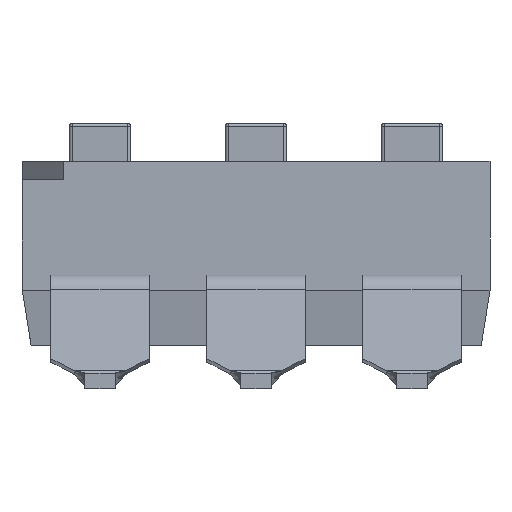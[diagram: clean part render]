
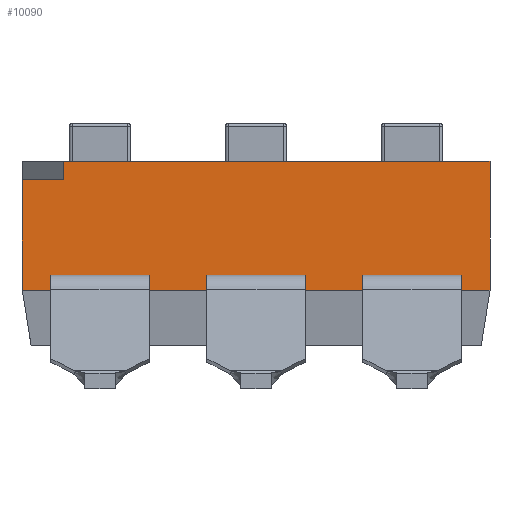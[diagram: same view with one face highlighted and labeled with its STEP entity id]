
A CAD part, front view. The second image highlights one B-rep face of the part: STEP entity #10090.
In plain terms, the highlighted planar face has unit normal (0, -1, 0).
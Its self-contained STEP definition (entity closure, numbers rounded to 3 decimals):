
#695=FACE_OUTER_BOUND('',#1270,.T.);
#1270=EDGE_LOOP('',(#8355,#8356,#8357,#8358,#8359,#8360,#8361));
#2147=LINE('',#16058,#3233);
#2148=LINE('',#16061,#3234);
#2149=LINE('',#16063,#3235);
#2150=LINE('',#16065,#3236);
#2151=LINE('',#16067,#3237);
#2152=LINE('',#16069,#3238);
#2153=LINE('',#16070,#3239);
#3233=VECTOR('',#13154,10.);
#3234=VECTOR('',#13157,10.);
#3235=VECTOR('',#13158,10.);
#3236=VECTOR('',#13159,10.);
#3237=VECTOR('',#13160,10.);
#3238=VECTOR('',#13161,10.);
#3239=VECTOR('',#13162,10.);
#4589=VERTEX_POINT('',#16052);
#4591=VERTEX_POINT('',#16056);
#4592=VERTEX_POINT('',#16060);
#4593=VERTEX_POINT('',#16062);
#4594=VERTEX_POINT('',#16064);
#4595=VERTEX_POINT('',#16066);
#4596=VERTEX_POINT('',#16068);
#5901=EDGE_CURVE('',#4591,#4589,#2147,.T.);
#5902=EDGE_CURVE('',#4592,#4591,#2148,.T.);
#5903=EDGE_CURVE('',#4593,#4592,#2149,.T.);
#5904=EDGE_CURVE('',#4594,#4593,#2150,.T.);
#5905=EDGE_CURVE('',#4595,#4594,#2151,.T.);
#5906=EDGE_CURVE('',#4596,#4595,#2152,.T.);
#5907=EDGE_CURVE('',#4589,#4596,#2153,.T.);
#8355=ORIENTED_EDGE('',*,*,#5901,.F.);
#8356=ORIENTED_EDGE('',*,*,#5902,.F.);
#8357=ORIENTED_EDGE('',*,*,#5903,.F.);
#8358=ORIENTED_EDGE('',*,*,#5904,.F.);
#8359=ORIENTED_EDGE('',*,*,#5905,.F.);
#8360=ORIENTED_EDGE('',*,*,#5906,.F.);
#8361=ORIENTED_EDGE('',*,*,#5907,.F.);
#9584=PLANE('',#10962);
#10090=ADVANCED_FACE('',(#695),#9584,.T.);
#10962=AXIS2_PLACEMENT_3D('',#16059,#13155,#13156);
#13154=DIRECTION('',(0.,0.,-1.));
#13155=DIRECTION('center_axis',(0.,-1.,0.));
#13156=DIRECTION('ref_axis',(0.,0.,1.));
#13157=DIRECTION('',(1.,0.,0.));
#13158=DIRECTION('',(0.,0.,1.));
#13159=DIRECTION('',(1.,0.,0.));
#13160=DIRECTION('',(0.,0.,1.));
#13161=DIRECTION('',(-0.156,0.,0.988));
#13162=DIRECTION('',(-1.,0.,0.));
#16052=CARTESIAN_POINT('',(3.81,-3.1,1.635));
#16056=CARTESIAN_POINT('',(3.81,-3.1,3.735));
#16058=CARTESIAN_POINT('',(3.81,-3.1,2.349));
#16059=CARTESIAN_POINT('Origin',(30.294,-3.1,2.463));
#16060=CARTESIAN_POINT('',(-3.139,-3.1,3.735));
#16061=CARTESIAN_POINT('',(-3.28,-3.1,3.735));
#16062=CARTESIAN_POINT('',(-3.139,-3.1,3.435));
#16063=CARTESIAN_POINT('',(-3.139,-3.1,2.628));
#16064=CARTESIAN_POINT('',(-3.81,-3.1,3.435));
#16065=CARTESIAN_POINT('',(-4.28,-3.1,3.435));
#16066=CARTESIAN_POINT('',(-3.81,-3.1,1.672));
#16067=CARTESIAN_POINT('',(-3.81,-3.1,3.435));
#16068=CARTESIAN_POINT('',(-3.804,-3.1,1.635));
#16069=CARTESIAN_POINT('',(-3.512,-3.1,-0.211));
#16070=CARTESIAN_POINT('',(-3.34,-3.1,1.635));
